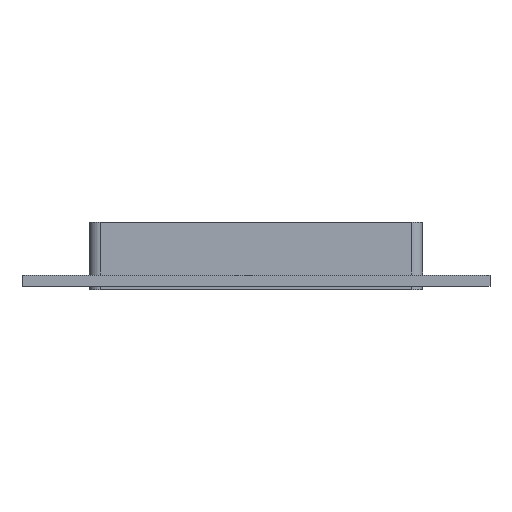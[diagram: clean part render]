
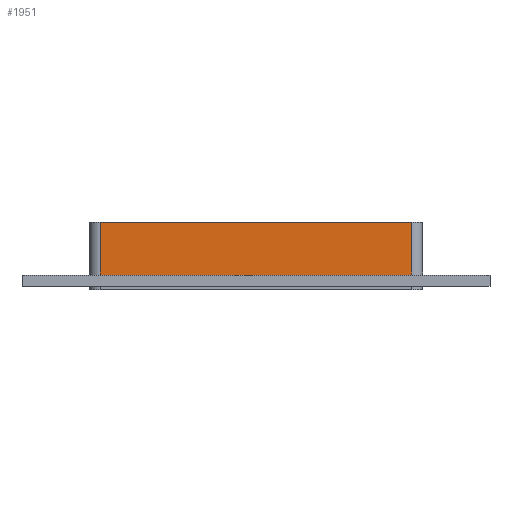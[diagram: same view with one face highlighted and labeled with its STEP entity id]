
A CAD part, left-side view. The second image highlights one B-rep face of the part: STEP entity #1951.
In plain terms, the highlighted planar face has unit normal (-1, 0, 0).
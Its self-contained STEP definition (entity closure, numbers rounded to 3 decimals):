
#859=CARTESIAN_POINT('',(-266.,-139.,-17.0));
#860=VERTEX_POINT('',#859);
#868=CARTESIAN_POINT('',(-266.,139.0,-17.0));
#869=VERTEX_POINT('',#868);
#870=CARTESIAN_POINT('',(-266.,139.0,-17.0));
#871=DIRECTION('',(0.0,-1.0,0.0));
#872=VECTOR('',#871,278.);
#873=LINE('',#870,#872);
#874=EDGE_CURVE('',#869,#860,#873,.T.);
#1474=CARTESIAN_POINT('',(-266.,-139.,30.0));
#1475=VERTEX_POINT('',#1474);
#1483=CARTESIAN_POINT('',(-266.,-139.,30.0));
#1484=DIRECTION('',(0.0,0.0,-1.0));
#1485=VECTOR('',#1484,47.0);
#1486=LINE('',#1483,#1485);
#1487=EDGE_CURVE('',#1475,#860,#1486,.T.);
#1498=CARTESIAN_POINT('',(-266.,139.,30.0));
#1499=VERTEX_POINT('',#1498);
#1500=CARTESIAN_POINT('',(-266.,139.,-17.0));
#1501=DIRECTION('',(0.0,0.0,1.0));
#1502=VECTOR('',#1501,47.0);
#1503=LINE('',#1500,#1502);
#1504=EDGE_CURVE('',#869,#1499,#1503,.T.);
#1935=CARTESIAN_POINT('',(-266.,149.,0.0));
#1936=DIRECTION('',(-1.0,0.0,0.0));
#1937=DIRECTION('',(0.0,-1.0,0.0));
#1938=AXIS2_PLACEMENT_3D('',#1935,#1936,#1937);
#1939=PLANE('',#1938);
#1940=ORIENTED_EDGE('',*,*,#874,.T.);
#1941=ORIENTED_EDGE('',*,*,#1487,.F.);
#1942=CARTESIAN_POINT('',(-266.,139.,30.0));
#1943=DIRECTION('',(0.0,-1.0,0.0));
#1944=VECTOR('',#1943,278.0);
#1945=LINE('',#1942,#1944);
#1946=EDGE_CURVE('',#1499,#1475,#1945,.T.);
#1947=ORIENTED_EDGE('',*,*,#1946,.F.);
#1948=ORIENTED_EDGE('',*,*,#1504,.F.);
#1949=EDGE_LOOP('',(#1940,#1941,#1947,#1948));
#1950=FACE_OUTER_BOUND('',#1949,.T.);
#1951=ADVANCED_FACE('',(#1950),#1939,.T.);
